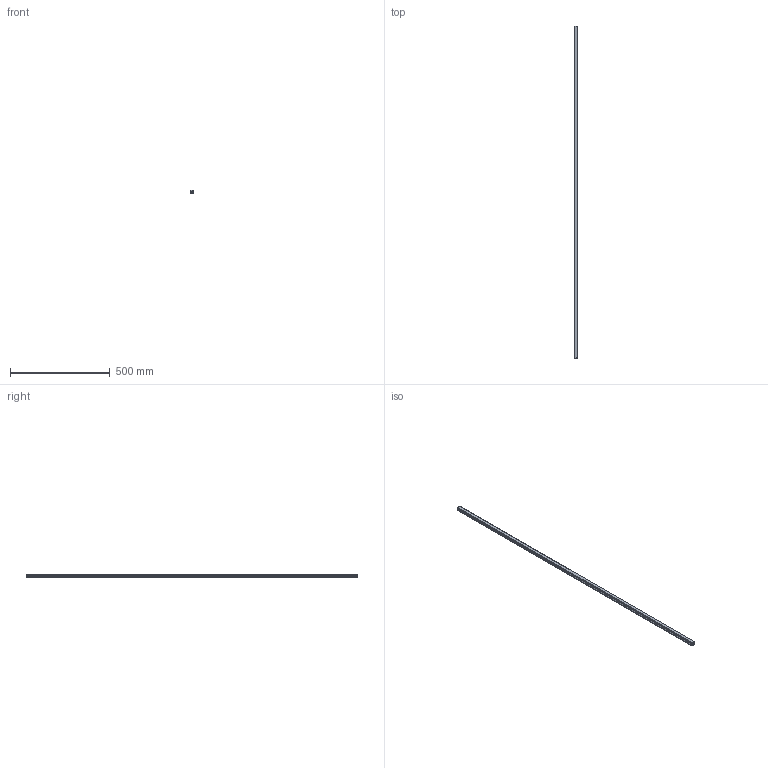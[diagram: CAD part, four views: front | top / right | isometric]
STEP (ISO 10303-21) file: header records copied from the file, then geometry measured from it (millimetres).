
FILE_DESCRIPTION(('STEP AP214'),'1');
FILE_NAME('cctmp_FBC75889-1A06-40AF-BE97-D4FF3A192684_2021_01_21_15_43_44_0435..stp','2021-01-21T14:43:44',('HIWIN GmbH'),('CADClick - www.CADClick.com'),'Spatial InterOp 3D',' ','unknown authorization');
FILE_SCHEMA(('AUTOMOTIVE_DESIGN'));
Length unit declared in the file: millimetre
Products named in the file (1): HGR20T1660C_FILE
Bounding box: 20 x 1660 x 17.5 mm (x, y, z)
Volume: 490209 mm3; surface area: 132626.1 mm2
Topology: 1 solids, 1 shells, 219 faces, 583 edges, 342 vertices
Faces by surface type: plane 85, cylinder 78, cone 56
Entity records: 8129 total; most frequent: DIRECTION 1123, CARTESIAN_POINT 1089, ORIENTED_EDGE 1054, EDGE_CURVE 527, AXIS2_PLACEMENT_3D 376, LINE 371, VECTOR 371, VERTEX_POINT 342
